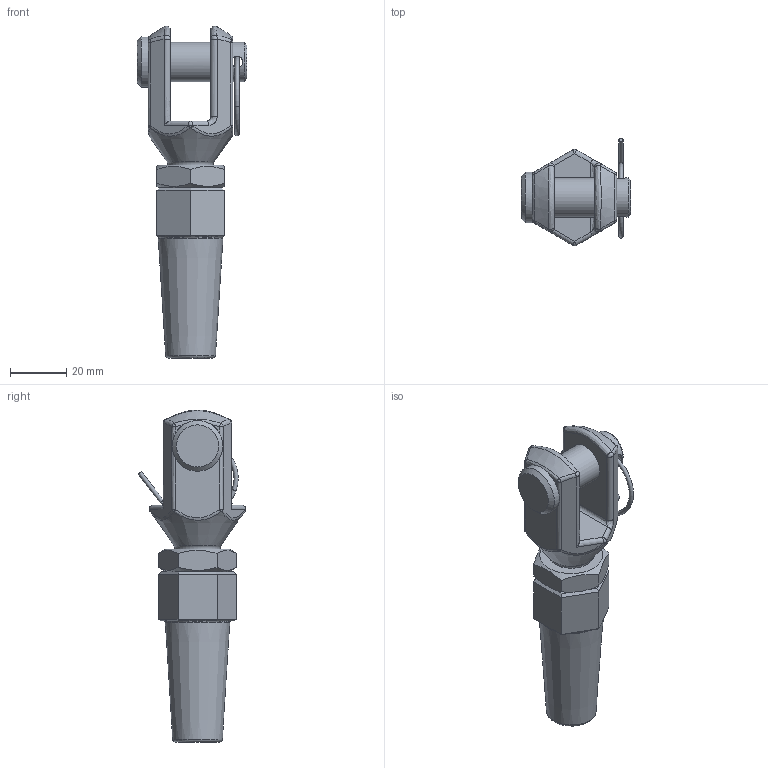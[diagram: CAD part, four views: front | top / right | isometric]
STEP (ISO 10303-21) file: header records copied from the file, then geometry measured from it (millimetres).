
FILE_DESCRIPTION(/* description */ ('PLEASE STATE GENERIC DESCRIPTION'),/* implementation_level */ '2;1');
FILE_NAME(/* name */ 'SL-020.stp',/* time_stamp */ '2016-02-09T17:50:04+00:00',/* author */ ('jslaven'),/* organization */ (''),/* preprocessor_version */ 'ST-DEVELOPER v15.2',/* originating_system */ 'Autodesk Inventor 2014',/* authorisation */ '');
FILE_SCHEMA (('CONFIG_CONTROL_DESIGN'));
Length unit declared in the file: millimetre
Products named in the file (1): Part35
Bounding box: 39 x 38.18 x 117.89 mm (x, y, z)
Volume: 45817.5 mm3; surface area: 15573 mm2
Topology: 1 solids, 2 shells, 171 faces, 389 edges, 210 vertices
Faces by surface type: plane 66, bspline 65, cylinder 17, torus 12, cone 11
Full cylindrical faces by diameter (mm): 1.5 x2, 4 x1, 6.5 x1, 9 x1, 10 x1, 11.2 x1, 14 x1, 14.25 x2, 18 x1
Entity records: 8668 total; most frequent: CARTESIAN_POINT 5336, ORIENTED_EDGE 672, DIRECTION 511, EDGE_CURVE 336, EDGE_LOOP 208, VERTEX_POINT 200, AXIS2_PLACEMENT_3D 199, STYLED_ITEM 172
